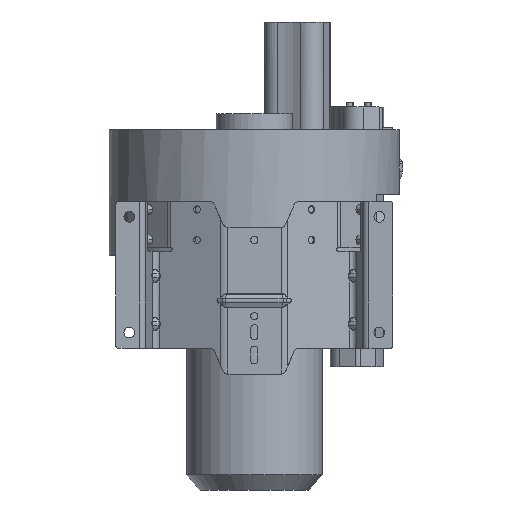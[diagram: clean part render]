
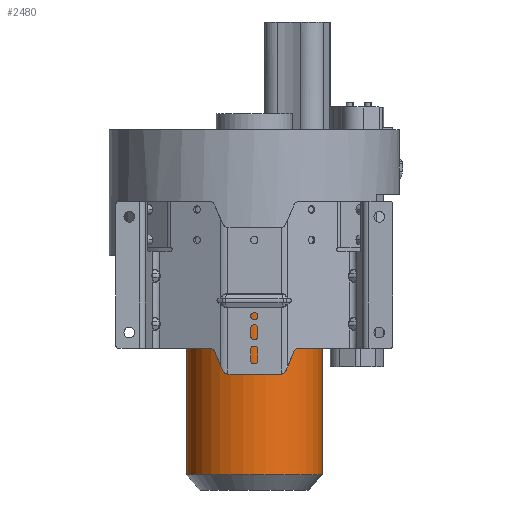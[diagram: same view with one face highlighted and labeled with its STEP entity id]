
A CAD part, front view. The second image highlights one B-rep face of the part: STEP entity #2480.
In plain terms, the highlighted cylindrical face has radius 89 mm (diameter 178 mm), a partial arc.
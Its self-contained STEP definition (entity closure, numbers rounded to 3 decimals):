
#473=CIRCLE('',#11386,89.);
#694=CIRCLE('',#11879,89.);
#983=CYLINDRICAL_SURFACE('',#11881,89.);
#1516=FACE_OUTER_BOUND('',#3427,.T.);
#2480=ADVANCED_FACE('',(#1516),#983,.T.);
#3427=EDGE_LOOP('',(#6173,#6174,#6175,#6176));
#6173=ORIENTED_EDGE('',*,*,#9411,.F.);
#6174=ORIENTED_EDGE('',*,*,#8762,.T.);
#6175=ORIENTED_EDGE('',*,*,#9410,.T.);
#6176=ORIENTED_EDGE('',*,*,#9417,.F.);
#7447=VERTEX_POINT('',#20558);
#7448=VERTEX_POINT('',#20559);
#7889=VERTEX_POINT('',#22646);
#7890=VERTEX_POINT('',#22648);
#8762=EDGE_CURVE('',#7447,#7448,#473,.T.);
#9410=EDGE_CURVE('',#7448,#7889,#10214,.T.);
#9411=EDGE_CURVE('',#7447,#7890,#10215,.T.);
#9417=EDGE_CURVE('',#7890,#7889,#694,.T.);
#10214=LINE('',#22645,#10876);
#10215=LINE('',#22647,#10877);
#10876=VECTOR('',#14439,1.);
#10877=VECTOR('',#14440,1.);
#11386=AXIS2_PLACEMENT_3D('',#20557,#13206,#13207);
#11879=AXIS2_PLACEMENT_3D('',#22665,#14453,#14454);
#11881=AXIS2_PLACEMENT_3D('',#22667,#14457,#14458);
#13206=DIRECTION('',(0.,0.,-1.));
#13207=DIRECTION('',(1.,0.,0.));
#14439=DIRECTION('',(0.,0.,-1.));
#14440=DIRECTION('',(0.,0.,-1.));
#14453=DIRECTION('',(0.,0.,-1.));
#14454=DIRECTION('',(1.,0.,0.));
#14457=DIRECTION('',(0.,0.,-1.));
#14458=DIRECTION('',(1.,0.,0.));
#20557=CARTESIAN_POINT('',(0.,0.,-40.8));
#20558=CARTESIAN_POINT('',(89.,0.,-40.8));
#20559=CARTESIAN_POINT('',(-89.,0.,-40.8));
#22645=CARTESIAN_POINT('',(-89.,0.,-40.8));
#22646=CARTESIAN_POINT('',(-89.,0.,-328.));
#22647=CARTESIAN_POINT('',(89.,0.,-40.8));
#22648=CARTESIAN_POINT('',(89.,0.,-328.));
#22665=CARTESIAN_POINT('',(0.,0.,-327.999));
#22667=CARTESIAN_POINT('',(0.,0.,-40.8));
